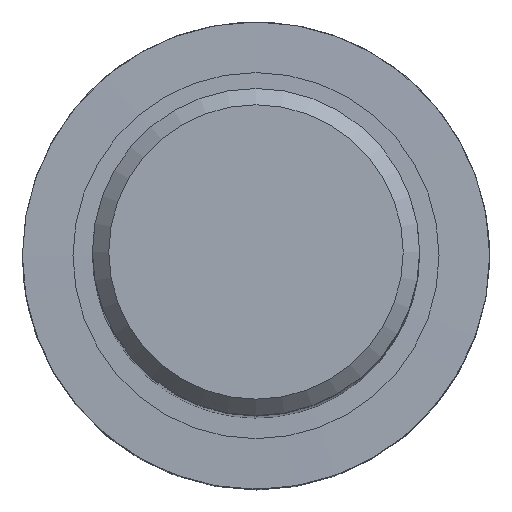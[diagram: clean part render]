
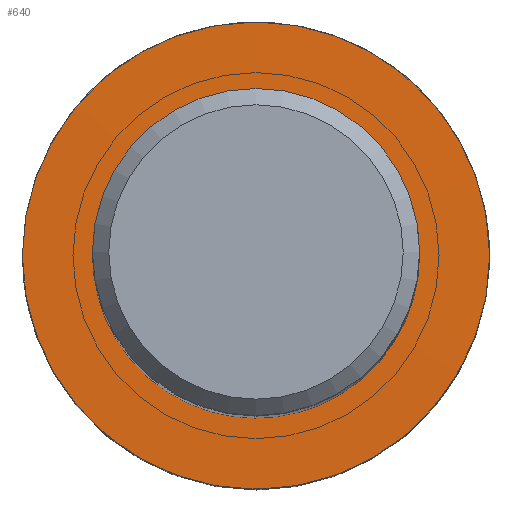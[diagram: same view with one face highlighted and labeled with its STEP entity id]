
A CAD part, top view. The second image highlights one B-rep face of the part: STEP entity #640.
In plain terms, the highlighted free-form (B-spline) face has degree [2, 1] with [9, 2] control points.
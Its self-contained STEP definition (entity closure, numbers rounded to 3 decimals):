
#180 = CARTESIAN_POINT ('', (-6.8, 0., -89.45));
#190 = VERTEX_POINT ('', #180);
#200 = CARTESIAN_POINT ('', (-10., 0., -89.5));
#210 = VERTEX_POINT ('', #200);
#220 = CARTESIAN_POINT ('', (-6.8, 0., -89.45));
#230 = DIRECTION ('', (-3.2, 0., -0.05));
#240 = VECTOR ('', #230, 3.2);
#250 = LINE ('', #220, #240);
#260 = EDGE_CURVE ('', #190, #210, #250, .T.);
#270 = ORIENTED_EDGE ('', *, *, #260, .F.);
#280 = CARTESIAN_POINT ('', (0., 0., -89.45));
#290 = DIRECTION ('', (0., 0., -1.));
#300 = DIRECTION ('', (-1., 0., 0.));
#310 = AXIS2_PLACEMENT_3D ('', #280, #290, #300);
#320 = CIRCLE ('', #310, 6.8);
#330 = EDGE_CURVE ('', #190, #190, #320, .T.);
#340 = ORIENTED_EDGE ('', *, *, #330, .T.);
#350 = ORIENTED_EDGE ('', *, *, #260, .T.);
#360 = CARTESIAN_POINT ('', (0., 0., -89.5));
#370 = DIRECTION ('', (0., 0., -1.));
#380 = DIRECTION ('', (-1., 0., 0.));
#390 = AXIS2_PLACEMENT_3D ('', #360, #370, #380);
#400 = CIRCLE ('', #390, 10.);
#410 = EDGE_CURVE ('', #210, #210, #400, .T.);
#420 = ORIENTED_EDGE ('', *, *, #410, .F.);
#430 = EDGE_LOOP ('', (#270, #340, #350, #420));
#440 = FACE_OUTER_BOUND ('', #430, .T.);
#450 = CARTESIAN_POINT ('', (-6.8, 0., -89.45));
#460 = CARTESIAN_POINT ('', (-10., 0., -89.5));
#470 = CARTESIAN_POINT ('', (-6.8, 6.8, -89.45));
#480 = CARTESIAN_POINT ('', (-10., 10., -89.5));
#490 = CARTESIAN_POINT ('', (0., 6.8, -89.45));
#500 = CARTESIAN_POINT ('', (0., 10., -89.5));
#510 = CARTESIAN_POINT ('', (6.8, 6.8, -89.45));
#520 = CARTESIAN_POINT ('', (10., 10., -89.5));
#530 = CARTESIAN_POINT ('', (6.8, 0., -89.45));
#540 = CARTESIAN_POINT ('', (10., 0., -89.5));
#550 = CARTESIAN_POINT ('', (6.8, -6.8, -89.45));
#560 = CARTESIAN_POINT ('', (10., -10., -89.5));
#570 = CARTESIAN_POINT ('', (0., -6.8, -89.45));
#580 = CARTESIAN_POINT ('', (0., -10., -89.5));
#590 = CARTESIAN_POINT ('', (-6.8, -6.8, -89.45));
#600 = CARTESIAN_POINT ('', (-10., -10., -89.5));
#610 = CARTESIAN_POINT ('', (-6.8, 0., -89.45));
#620 = CARTESIAN_POINT ('', (-10., 0., -89.5));
#630 = (
   BOUNDED_SURFACE ()
   B_SPLINE_SURFACE (2, 1, ((#450, #460), (#470, #480), (#490, #500), (#510, #520), (#530, #540), (#550, #560), (#570, #580), (#590, #600), (#610, #620)), .UNSPECIFIED., .T., .F., .U.)
   B_SPLINE_SURFACE_WITH_KNOTS ((3, 2, 2, 2, 3), (2, 2), (0., 0.25, 0.5, 0.75, 1.), (0., 1.), .UNSPECIFIED.)
   SURFACE ()
   GEOMETRIC_REPRESENTATION_ITEM ()
   RATIONAL_B_SPLINE_SURFACE (((1., 1.), (0.707, 0.707), (1., 1.), (0.707, 0.707), (1., 1.), (0.707, 0.707), (1., 1.), (0.707, 0.707), (1., 1.)))
   REPRESENTATION_ITEM ('')
);
#640 = ADVANCED_FACE ('', (#440), #630, .T.);
